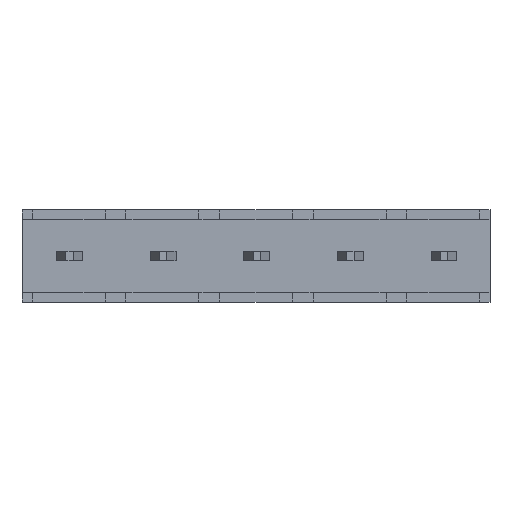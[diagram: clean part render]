
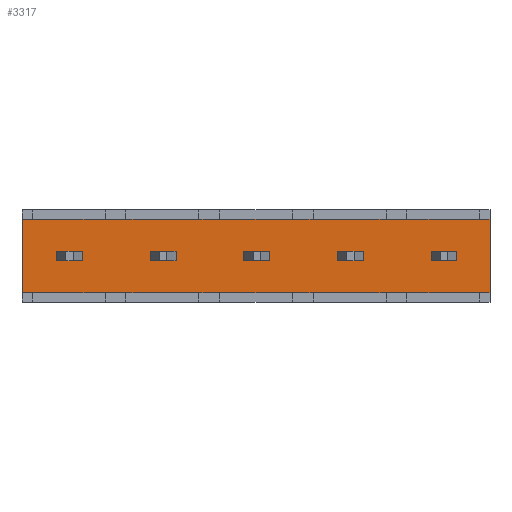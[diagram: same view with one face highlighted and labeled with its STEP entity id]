
A CAD part, front view. The second image highlights one B-rep face of the part: STEP entity #3317.
In plain terms, the highlighted planar face has unit normal (0, -1, 0).
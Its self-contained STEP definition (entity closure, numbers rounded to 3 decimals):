
#141=FACE_OUTER_BOUND('',#330,.T.);
#330=EDGE_LOOP('',(#2588,#2589,#2590,#2591,#2592,#2593,#2594,#2595,#2596,
#2597,#2598,#2599,#2600,#2601,#2602,#2603,#2604,#2605,#2606,#2607,#2608,
#2609,#2610,#2611));
#406=LINE('',#4437,#870);
#412=LINE('',#4449,#876);
#413=LINE('',#4452,#877);
#417=LINE('',#4460,#881);
#430=LINE('',#4485,#894);
#484=LINE('',#4595,#948);
#490=LINE('',#4607,#954);
#491=LINE('',#4609,#955);
#500=LINE('',#4626,#964);
#554=LINE('',#4736,#1018);
#560=LINE('',#4748,#1024);
#561=LINE('',#4750,#1025);
#570=LINE('',#4767,#1034);
#624=LINE('',#4877,#1088);
#630=LINE('',#4889,#1094);
#631=LINE('',#4891,#1095);
#640=LINE('',#4908,#1104);
#694=LINE('',#5018,#1158);
#700=LINE('',#5030,#1164);
#701=LINE('',#5034,#1165);
#702=LINE('',#5035,#1166);
#703=LINE('',#5036,#1167);
#704=LINE('',#5037,#1168);
#705=LINE('',#5038,#1169);
#870=VECTOR('',#3600,10.);
#876=VECTOR('',#3608,10.);
#877=VECTOR('',#3611,10.);
#881=VECTOR('',#3617,10.);
#894=VECTOR('',#3636,10.);
#948=VECTOR('',#3734,10.);
#954=VECTOR('',#3742,10.);
#955=VECTOR('',#3745,10.);
#964=VECTOR('',#3760,10.);
#1018=VECTOR('',#3858,10.);
#1024=VECTOR('',#3866,10.);
#1025=VECTOR('',#3869,10.);
#1034=VECTOR('',#3884,10.);
#1088=VECTOR('',#3982,10.);
#1094=VECTOR('',#3990,10.);
#1095=VECTOR('',#3993,10.);
#1104=VECTOR('',#4008,10.);
#1158=VECTOR('',#4106,10.);
#1164=VECTOR('',#4114,10.);
#1165=VECTOR('',#4117,10.);
#1166=VECTOR('',#4118,10.);
#1167=VECTOR('',#4119,10.);
#1168=VECTOR('',#4120,10.);
#1169=VECTOR('',#4121,10.);
#1333=VERTEX_POINT('',#4433);
#1335=VERTEX_POINT('',#4436);
#1338=VERTEX_POINT('',#4443);
#1340=VERTEX_POINT('',#4447);
#1341=VERTEX_POINT('',#4451);
#1344=VERTEX_POINT('',#4459);
#1385=VERTEX_POINT('',#4591);
#1387=VERTEX_POINT('',#4594);
#1390=VERTEX_POINT('',#4601);
#1392=VERTEX_POINT('',#4605);
#1429=VERTEX_POINT('',#4732);
#1431=VERTEX_POINT('',#4735);
#1434=VERTEX_POINT('',#4742);
#1436=VERTEX_POINT('',#4746);
#1473=VERTEX_POINT('',#4873);
#1475=VERTEX_POINT('',#4876);
#1478=VERTEX_POINT('',#4883);
#1480=VERTEX_POINT('',#4887);
#1517=VERTEX_POINT('',#5014);
#1519=VERTEX_POINT('',#5017);
#1522=VERTEX_POINT('',#5024);
#1524=VERTEX_POINT('',#5028);
#1525=VERTEX_POINT('',#5032);
#1526=VERTEX_POINT('',#5033);
#1630=EDGE_CURVE('',#1333,#1335,#406,.T.);
#1636=EDGE_CURVE('',#1340,#1338,#412,.T.);
#1637=EDGE_CURVE('',#1335,#1341,#413,.T.);
#1641=EDGE_CURVE('',#1341,#1344,#417,.T.);
#1654=EDGE_CURVE('',#1344,#1340,#430,.T.);
#1708=EDGE_CURVE('',#1385,#1387,#484,.T.);
#1714=EDGE_CURVE('',#1392,#1390,#490,.T.);
#1715=EDGE_CURVE('',#1387,#1333,#491,.T.);
#1724=EDGE_CURVE('',#1338,#1392,#500,.T.);
#1778=EDGE_CURVE('',#1429,#1431,#554,.T.);
#1784=EDGE_CURVE('',#1436,#1434,#560,.T.);
#1785=EDGE_CURVE('',#1431,#1385,#561,.T.);
#1794=EDGE_CURVE('',#1390,#1436,#570,.T.);
#1848=EDGE_CURVE('',#1473,#1475,#624,.T.);
#1854=EDGE_CURVE('',#1480,#1478,#630,.T.);
#1855=EDGE_CURVE('',#1475,#1429,#631,.T.);
#1864=EDGE_CURVE('',#1434,#1480,#640,.T.);
#1918=EDGE_CURVE('',#1517,#1519,#694,.T.);
#1924=EDGE_CURVE('',#1524,#1522,#700,.T.);
#1925=EDGE_CURVE('',#1525,#1526,#701,.T.);
#1926=EDGE_CURVE('',#1522,#1525,#702,.T.);
#1927=EDGE_CURVE('',#1478,#1524,#703,.T.);
#1928=EDGE_CURVE('',#1519,#1473,#704,.T.);
#1929=EDGE_CURVE('',#1526,#1517,#705,.T.);
#2588=ORIENTED_EDGE('',*,*,#1925,.F.);
#2589=ORIENTED_EDGE('',*,*,#1926,.F.);
#2590=ORIENTED_EDGE('',*,*,#1924,.F.);
#2591=ORIENTED_EDGE('',*,*,#1927,.F.);
#2592=ORIENTED_EDGE('',*,*,#1854,.F.);
#2593=ORIENTED_EDGE('',*,*,#1864,.F.);
#2594=ORIENTED_EDGE('',*,*,#1784,.F.);
#2595=ORIENTED_EDGE('',*,*,#1794,.F.);
#2596=ORIENTED_EDGE('',*,*,#1714,.F.);
#2597=ORIENTED_EDGE('',*,*,#1724,.F.);
#2598=ORIENTED_EDGE('',*,*,#1636,.F.);
#2599=ORIENTED_EDGE('',*,*,#1654,.F.);
#2600=ORIENTED_EDGE('',*,*,#1641,.F.);
#2601=ORIENTED_EDGE('',*,*,#1637,.F.);
#2602=ORIENTED_EDGE('',*,*,#1630,.F.);
#2603=ORIENTED_EDGE('',*,*,#1715,.F.);
#2604=ORIENTED_EDGE('',*,*,#1708,.F.);
#2605=ORIENTED_EDGE('',*,*,#1785,.F.);
#2606=ORIENTED_EDGE('',*,*,#1778,.F.);
#2607=ORIENTED_EDGE('',*,*,#1855,.F.);
#2608=ORIENTED_EDGE('',*,*,#1848,.F.);
#2609=ORIENTED_EDGE('',*,*,#1928,.F.);
#2610=ORIENTED_EDGE('',*,*,#1918,.F.);
#2611=ORIENTED_EDGE('',*,*,#1929,.F.);
#3132=PLANE('',#3521);
#3317=ADVANCED_FACE('',(#141),#3132,.F.);
#3521=AXIS2_PLACEMENT_3D('',#5031,#4115,#4116);
#3600=DIRECTION('',(1.,0.,0.));
#3608=DIRECTION('',(-1.,0.,0.));
#3611=DIRECTION('',(1.,0.,0.));
#3617=DIRECTION('',(0.,0.,-1.));
#3636=DIRECTION('',(-1.,0.,0.));
#3734=DIRECTION('',(1.,0.,0.));
#3742=DIRECTION('',(-1.,0.,0.));
#3745=DIRECTION('',(1.,0.,0.));
#3760=DIRECTION('',(-1.,0.,0.));
#3858=DIRECTION('',(1.,0.,0.));
#3866=DIRECTION('',(-1.,0.,0.));
#3869=DIRECTION('',(1.,0.,0.));
#3884=DIRECTION('',(-1.,0.,0.));
#3982=DIRECTION('',(1.,0.,0.));
#3990=DIRECTION('',(-1.,0.,0.));
#3993=DIRECTION('',(1.,0.,0.));
#4008=DIRECTION('',(-1.,0.,0.));
#4106=DIRECTION('',(1.,0.,0.));
#4114=DIRECTION('',(-1.,0.,0.));
#4115=DIRECTION('center_axis',(0.,1.,0.));
#4116=DIRECTION('ref_axis',(0.,0.,1.));
#4117=DIRECTION('',(0.,0.,1.));
#4118=DIRECTION('',(-1.,0.,0.));
#4119=DIRECTION('',(-1.,0.,0.));
#4120=DIRECTION('',(1.,0.,0.));
#4121=DIRECTION('',(1.,0.,0.));
#4433=CARTESIAN_POINT('',(10.42,0.25,2.25));
#4436=CARTESIAN_POINT('',(12.4,0.25,2.25));
#4437=CARTESIAN_POINT('',(10.12,0.25,2.25));
#4443=CARTESIAN_POINT('',(10.42,0.25,0.25));
#4447=CARTESIAN_POINT('',(12.4,0.25,0.25));
#4449=CARTESIAN_POINT('',(12.7,0.25,0.25));
#4451=CARTESIAN_POINT('',(12.68,0.25,2.25));
#4452=CARTESIAN_POINT('',(12.055,0.25,2.25));
#4459=CARTESIAN_POINT('',(12.68,0.25,0.25));
#4460=CARTESIAN_POINT('',(12.68,0.25,1.875));
#4485=CARTESIAN_POINT('',(12.055,0.25,0.25));
#4591=CARTESIAN_POINT('',(7.88,0.25,2.25));
#4594=CARTESIAN_POINT('',(9.86,0.25,2.25));
#4595=CARTESIAN_POINT('',(7.58,0.25,2.25));
#4601=CARTESIAN_POINT('',(7.88,0.25,0.25));
#4605=CARTESIAN_POINT('',(9.86,0.25,0.25));
#4607=CARTESIAN_POINT('',(10.16,0.25,0.25));
#4609=CARTESIAN_POINT('',(10.765,0.25,2.25));
#4626=CARTESIAN_POINT('',(9.515,0.25,0.25));
#4732=CARTESIAN_POINT('',(5.34,0.25,2.25));
#4735=CARTESIAN_POINT('',(7.32,0.25,2.25));
#4736=CARTESIAN_POINT('',(5.04,0.25,2.25));
#4742=CARTESIAN_POINT('',(5.34,0.25,0.25));
#4746=CARTESIAN_POINT('',(7.32,0.25,0.25));
#4748=CARTESIAN_POINT('',(7.62,0.25,0.25));
#4750=CARTESIAN_POINT('',(8.225,0.25,2.25));
#4767=CARTESIAN_POINT('',(6.975,0.25,0.25));
#4873=CARTESIAN_POINT('',(2.8,0.25,2.25));
#4876=CARTESIAN_POINT('',(4.78,0.25,2.25));
#4877=CARTESIAN_POINT('',(2.5,0.25,2.25));
#4883=CARTESIAN_POINT('',(2.8,0.25,0.25));
#4887=CARTESIAN_POINT('',(4.78,0.25,0.25));
#4889=CARTESIAN_POINT('',(5.08,0.25,0.25));
#4891=CARTESIAN_POINT('',(5.685,0.25,2.25));
#4908=CARTESIAN_POINT('',(4.435,0.25,0.25));
#5014=CARTESIAN_POINT('',(0.26,0.25,2.25));
#5017=CARTESIAN_POINT('',(2.24,0.25,2.25));
#5018=CARTESIAN_POINT('',(-0.04,0.25,2.25));
#5024=CARTESIAN_POINT('',(0.26,0.25,0.25));
#5028=CARTESIAN_POINT('',(2.24,0.25,0.25));
#5030=CARTESIAN_POINT('',(2.54,0.25,0.25));
#5031=CARTESIAN_POINT('Origin',(1.25,0.25,1.25));
#5032=CARTESIAN_POINT('',(-0.02,0.25,0.25));
#5033=CARTESIAN_POINT('',(-0.02,0.25,2.25));
#5034=CARTESIAN_POINT('',(-0.02,0.25,1.875));
#5035=CARTESIAN_POINT('',(0.605,0.25,0.25));
#5036=CARTESIAN_POINT('',(1.895,0.25,0.25));
#5037=CARTESIAN_POINT('',(3.145,0.25,2.25));
#5038=CARTESIAN_POINT('',(0.605,0.25,2.25));
